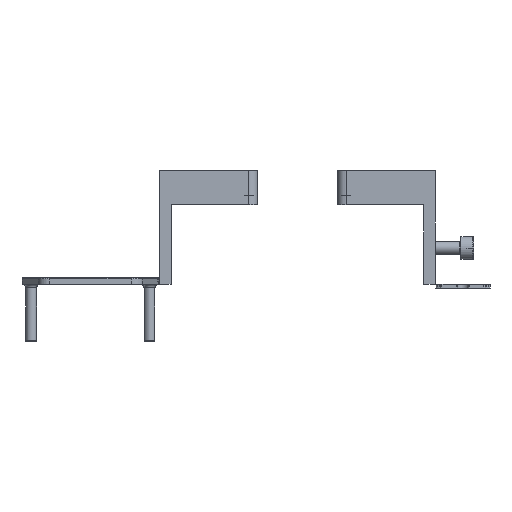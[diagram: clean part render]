
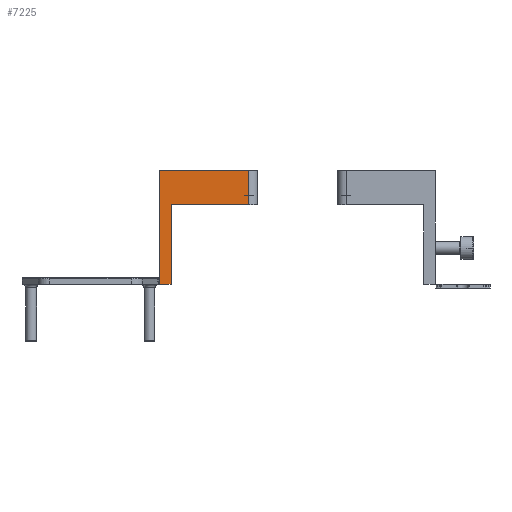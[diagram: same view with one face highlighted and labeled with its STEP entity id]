
A CAD part, left-side view. The second image highlights one B-rep face of the part: STEP entity #7225.
In plain terms, the highlighted planar face has unit normal (-1, 0, 0).
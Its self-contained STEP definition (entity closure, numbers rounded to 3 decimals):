
#7134 = EDGE_CURVE('',#7135,#7137,#7139,.T.);
#7135 = VERTEX_POINT('',#7136);
#7136 = CARTESIAN_POINT('',(0.,0.,0.));
#7137 = VERTEX_POINT('',#7138);
#7138 = CARTESIAN_POINT('',(0.,0.,50.));
#7139 = LINE('',#7140,#7141);
#7140 = CARTESIAN_POINT('',(0.,0.,0.));
#7141 = VECTOR('',#7142,1.);
#7142 = DIRECTION('',(0.,0.,1.));
#7225 = ADVANCED_FACE('',(#7226),#7267,.F.);
#7226 = FACE_BOUND('',#7227,.T.);
#7227 = EDGE_LOOP('',(#7228,#7238,#7246,#7252,#7253,#7261));
#7228 = ORIENTED_EDGE('',*,*,#7229,.F.);
#7229 = EDGE_CURVE('',#7230,#7232,#7234,.T.);
#7230 = VERTEX_POINT('',#7231);
#7231 = CARTESIAN_POINT('',(0.,-39.,35.));
#7232 = VERTEX_POINT('',#7233);
#7233 = CARTESIAN_POINT('',(0.,-5.,35.));
#7234 = LINE('',#7235,#7236);
#7235 = CARTESIAN_POINT('',(0.,-43.933,35.));
#7236 = VECTOR('',#7237,1.);
#7237 = DIRECTION('',(0.,1.,-0.));
#7238 = ORIENTED_EDGE('',*,*,#7239,.T.);
#7239 = EDGE_CURVE('',#7230,#7240,#7242,.T.);
#7240 = VERTEX_POINT('',#7241);
#7241 = CARTESIAN_POINT('',(0.,-39.,50.));
#7242 = LINE('',#7243,#7244);
#7243 = CARTESIAN_POINT('',(0.,-39.,0.));
#7244 = VECTOR('',#7245,1.);
#7245 = DIRECTION('',(0.,0.,1.));
#7246 = ORIENTED_EDGE('',*,*,#7247,.T.);
#7247 = EDGE_CURVE('',#7240,#7137,#7248,.T.);
#7248 = LINE('',#7249,#7250);
#7249 = CARTESIAN_POINT('',(0.,-39.,50.));
#7250 = VECTOR('',#7251,1.);
#7251 = DIRECTION('',(0.,1.,0.));
#7252 = ORIENTED_EDGE('',*,*,#7134,.F.);
#7253 = ORIENTED_EDGE('',*,*,#7254,.F.);
#7254 = EDGE_CURVE('',#7255,#7135,#7257,.T.);
#7255 = VERTEX_POINT('',#7256);
#7256 = CARTESIAN_POINT('',(0.,-5.,0.));
#7257 = LINE('',#7258,#7259);
#7258 = CARTESIAN_POINT('',(0.,-39.,0.));
#7259 = VECTOR('',#7260,1.);
#7260 = DIRECTION('',(0.,1.,0.));
#7261 = ORIENTED_EDGE('',*,*,#7262,.F.);
#7262 = EDGE_CURVE('',#7232,#7255,#7263,.T.);
#7263 = LINE('',#7264,#7265);
#7264 = CARTESIAN_POINT('',(0.,-5.,35.));
#7265 = VECTOR('',#7266,1.);
#7266 = DIRECTION('',(0.,0.,-1.));
#7267 = PLANE('',#7268);
#7268 = AXIS2_PLACEMENT_3D('',#7269,#7270,#7271);
#7269 = CARTESIAN_POINT('',(0.,-39.,0.));
#7270 = DIRECTION('',(1.,0.,0.));
#7271 = DIRECTION('',(0.,-1.,0.));
